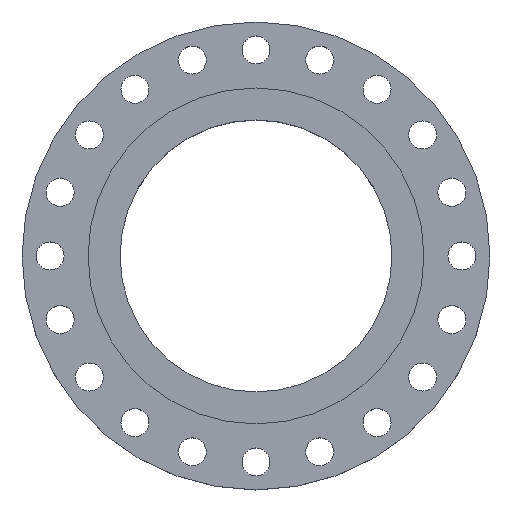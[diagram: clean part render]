
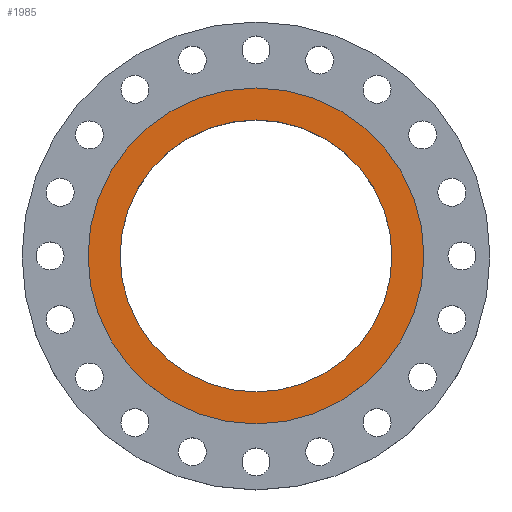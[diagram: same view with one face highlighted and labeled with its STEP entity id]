
A CAD part, top view. The second image highlights one B-rep face of the part: STEP entity #1985.
In plain terms, the highlighted planar face has unit normal (0, 0, 1).
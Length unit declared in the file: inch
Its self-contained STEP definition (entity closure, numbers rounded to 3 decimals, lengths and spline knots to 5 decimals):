
#71 = CARTESIAN_POINT ( 'NONE',  ( 0., 0., 0. ) ) ;
#157 = DIRECTION ( 'NONE',  ( 1., 0., 0. ) ) ;
#166 = AXIS2_PLACEMENT_3D ( 'NONE', #1498, #1144, #1782 ) ;
#192 = AXIS2_PLACEMENT_3D ( 'NONE', #71, #359, #1934 ) ;
#211 = EDGE_LOOP ( 'NONE', ( #665, #898 ) ) ;
#291 = VERTEX_POINT ( 'NONE', #1275 ) ;
#315 = VERTEX_POINT ( 'NONE', #1077 ) ;
#338 = EDGE_CURVE ( 'NONE', #1013, #1135, #1948, .T. ) ;
#359 = DIRECTION ( 'NONE',  ( 0., 0., 1. ) ) ;
#376 = FACE_OUTER_BOUND ( 'NONE', #211, .T. ) ;
#402 = ORIENTED_EDGE ( 'NONE', *, *, #597, .F. ) ;
#410 = CARTESIAN_POINT ( 'NONE',  ( 0., 8.5, 0. ) ) ;
#434 = DIRECTION ( 'NONE',  ( 0., 0., 1. ) ) ;
#481 = EDGE_CURVE ( 'NONE', #1135, #1013, #854, .T. ) ;
#597 = EDGE_CURVE ( 'NONE', #291, #315, #681, .T. ) ;
#665 = ORIENTED_EDGE ( 'NONE', *, *, #481, .T. ) ;
#681 = CIRCLE ( 'NONE', #1128, 8.5 ) ;
#766 = CARTESIAN_POINT ( 'NONE',  ( 0., 0., 0. ) ) ;
#833 = DIRECTION ( 'NONE',  ( -1., 0., 0. ) ) ;
#846 = ORIENTED_EDGE ( 'NONE', *, *, #1551, .F. ) ;
#854 = CIRCLE ( 'NONE', #166, 10.5 ) ;
#898 = ORIENTED_EDGE ( 'NONE', *, *, #338, .T. ) ;
#950 = EDGE_LOOP ( 'NONE', ( #402, #846 ) ) ;
#1013 = VERTEX_POINT ( 'NONE', #1280 ) ;
#1040 = CIRCLE ( 'NONE', #192, 8.5 ) ;
#1042 = AXIS2_PLACEMENT_3D ( 'NONE', #410, #1639, #833 ) ;
#1077 = CARTESIAN_POINT ( 'NONE',  ( -8.5, 0., 0. ) ) ;
#1128 = AXIS2_PLACEMENT_3D ( 'NONE', #1982, #434, #157 ) ;
#1135 = VERTEX_POINT ( 'NONE', #1814 ) ;
#1144 = DIRECTION ( 'NONE',  ( 0., 0., 1. ) ) ;
#1206 = PLANE ( 'NONE',  #1042 ) ;
#1275 = CARTESIAN_POINT ( 'NONE',  ( 8.5, 0., 0. ) ) ;
#1280 = CARTESIAN_POINT ( 'NONE',  ( -10.5, 0., 0. ) ) ;
#1370 = AXIS2_PLACEMENT_3D ( 'NONE', #766, #1607, #1433 ) ;
#1433 = DIRECTION ( 'NONE',  ( 1., 0., 0. ) ) ;
#1498 = CARTESIAN_POINT ( 'NONE',  ( 0., 0., 0. ) ) ;
#1551 = EDGE_CURVE ( 'NONE', #315, #291, #1040, .T. ) ;
#1607 = DIRECTION ( 'NONE',  ( 0., 0., 1. ) ) ;
#1639 = DIRECTION ( 'NONE',  ( 0., 0., -1. ) ) ;
#1782 = DIRECTION ( 'NONE',  ( 1., 0., 0. ) ) ;
#1814 = CARTESIAN_POINT ( 'NONE',  ( 10.5, 0., 0. ) ) ;
#1934 = DIRECTION ( 'NONE',  ( 1., 0., 0. ) ) ;
#1948 = CIRCLE ( 'NONE', #1370, 10.5 ) ;
#1982 = CARTESIAN_POINT ( 'NONE',  ( 0., 0., 0. ) ) ;
#1985 = ADVANCED_FACE ( 'NONE', ( #1988, #376 ), #1206, .F. ) ;
#1988 = FACE_BOUND ( 'NONE', #950, .T. ) ;
